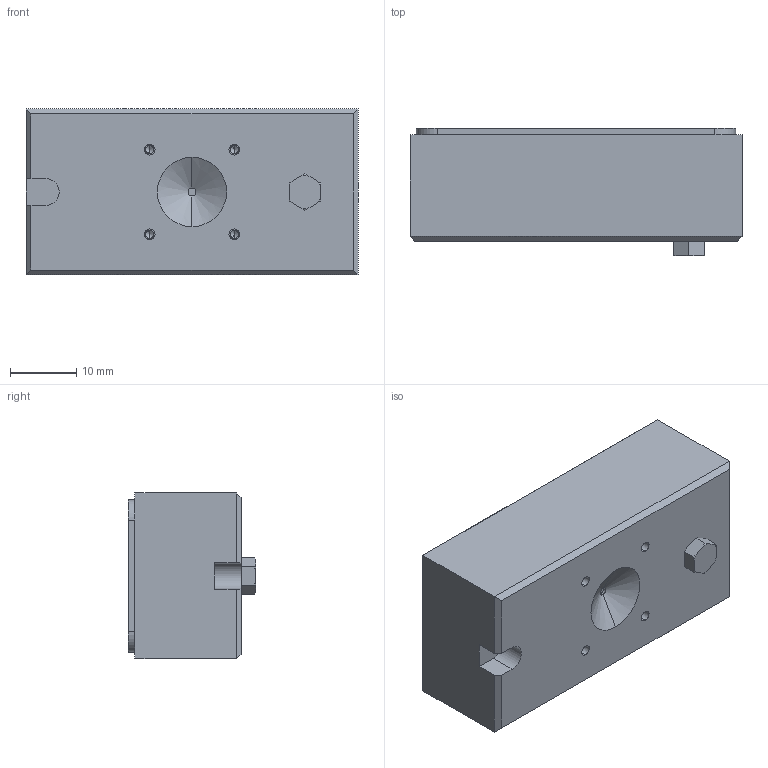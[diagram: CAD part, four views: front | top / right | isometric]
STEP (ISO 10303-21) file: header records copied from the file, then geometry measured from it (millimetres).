
FILE_DESCRIPTION (( 'STEP AP214' ), '1' );
FILE_NAME ('S122501.STEP', '2019-08-23T19:18:42', ( '' ), ( '' ), 'SwSTEP 2.0', 'SolidWorks 2019', '' );
FILE_SCHEMA (( 'AUTOMOTIVE_DESIGN' ));
Length unit declared in the file: inch
Products named in the file (1): S122501
Bounding box: 50 x 19.14 x 25 mm (x, y, z)
Volume: 20800.2 mm3; surface area: 8492 mm2
Topology: 3 solids, 3 shells, 105 faces, 249 edges, 156 vertices
Faces by surface type: plane 44, cylinder 35, cone 26
Entity records: 4424 total; most frequent: CARTESIAN_POINT 575, DIRECTION 519, ORIENTED_EDGE 482, EDGE_CURVE 241, AXIS2_PLACEMENT_3D 196, VERTEX_POINT 156, VECTOR 127, LINE 127
